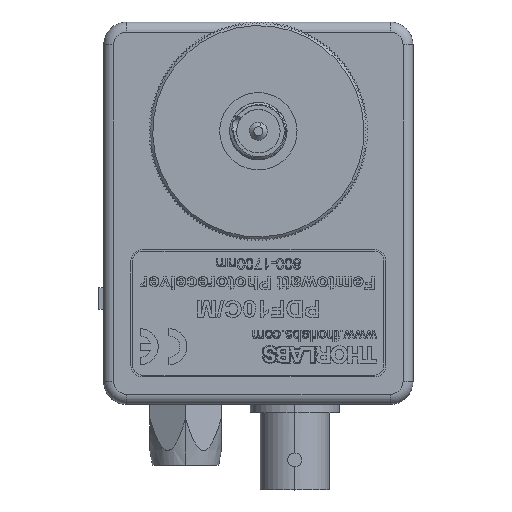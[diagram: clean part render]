
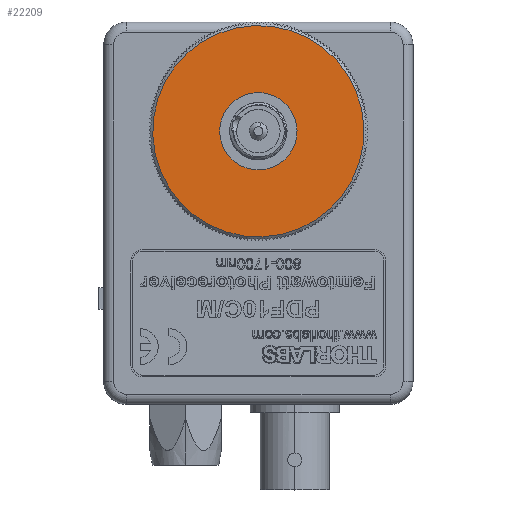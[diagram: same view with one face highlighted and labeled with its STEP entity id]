
A CAD part, top view. The second image highlights one B-rep face of the part: STEP entity #22209.
In plain terms, the highlighted face is planar.
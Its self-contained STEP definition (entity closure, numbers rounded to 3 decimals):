
#21070 = VERTEX_POINT ( 'NONE', #48651 ) ;
#21324 = EDGE_CURVE ( 'NONE', #21325, #21389, #49500, .T. ) ;
#21325 = VERTEX_POINT ( 'NONE', #49492 ) ;
#21389 = VERTEX_POINT ( 'NONE', #49651 ) ;
#22131 = ORIENTED_EDGE ( 'NONE', *, *, #21324, .T. ) ;
#22132 = EDGE_LOOP ( 'NONE', ( #22133, #22193 ) ) ;
#22133 = ORIENTED_EDGE ( 'NONE', *, *, #22134, .T. ) ;
#22134 = EDGE_CURVE ( 'NONE', #21070, #55318, #52638, .T. ) ;
#22193 = ORIENTED_EDGE ( 'NONE', *, *, #22194, .T. ) ;
#22194 = EDGE_CURVE ( 'NONE', #55318, #21070, #52784, .T. ) ;
#22209 = ADVANCED_FACE ( 'NONE', ( #52867, #52866 ), #52863, .F. ) ;
#22210 = EDGE_LOOP ( 'NONE', ( #22211, #22131 ) ) ;
#22211 = ORIENTED_EDGE ( 'NONE', *, *, #22212, .T. ) ;
#22212 = EDGE_CURVE ( 'NONE', #21389, #21325, #52861, .T. ) ;
#48651 = CARTESIAN_POINT ( 'NONE',  ( -3.523, 2.515, -2.268 ) ) ;
#49492 = CARTESIAN_POINT ( 'NONE',  ( -22.49, 2.515, -2.268 ) ) ;
#49494 = DIRECTION ( 'NONE',  ( 1., 0., 0. ) ) ;
#49497 = DIRECTION ( 'NONE',  ( 0., 0., -1. ) ) ;
#49498 = CARTESIAN_POINT ( 'NONE',  ( -7.74, 2.515, -2.268 ) ) ;
#49499 = AXIS2_PLACEMENT_3D ( 'NONE', #49498, #49497, #49494 ) ;
#49500 = CIRCLE ( 'NONE', #49499, 14.75 ) ;
#49651 = CARTESIAN_POINT ( 'NONE',  ( 7.01, 2.515, -2.268 ) ) ;
#52633 = DIRECTION ( 'NONE',  ( 1., 0., 0. ) ) ;
#52635 = DIRECTION ( 'NONE',  ( 0., 0., 1. ) ) ;
#52637 = AXIS2_PLACEMENT_3D ( 'NONE', #52646, #52635, #52633 ) ;
#52638 = CIRCLE ( 'NONE', #52637, 4.216 ) ;
#52646 = CARTESIAN_POINT ( 'NONE',  ( -7.74, 2.515, -2.268 ) ) ;
#52766 = DIRECTION ( 'NONE',  ( 1., 0., 0. ) ) ;
#52768 = DIRECTION ( 'NONE',  ( 0., 0., 1. ) ) ;
#52771 = CARTESIAN_POINT ( 'NONE',  ( -7.74, 2.515, -2.268 ) ) ;
#52773 = AXIS2_PLACEMENT_3D ( 'NONE', #52771, #52768, #52766 ) ;
#52784 = CIRCLE ( 'NONE', #52773, 4.216 ) ;
#52843 = DIRECTION ( 'NONE',  ( 1., 0., 0. ) ) ;
#52846 = DIRECTION ( 'NONE',  ( 0., 0., -1. ) ) ;
#52847 = CARTESIAN_POINT ( 'NONE',  ( -7.74, 2.515, -2.268 ) ) ;
#52849 = AXIS2_PLACEMENT_3D ( 'NONE', #52847, #52846, #52843 ) ;
#52855 = DIRECTION ( 'NONE',  ( 1., 0., 0. ) ) ;
#52857 = DIRECTION ( 'NONE',  ( 0., 0., 1. ) ) ;
#52859 = CARTESIAN_POINT ( 'NONE',  ( -7.74, 2.515, -2.268 ) ) ;
#52860 = AXIS2_PLACEMENT_3D ( 'NONE', #52859, #52857, #52855 ) ;
#52861 = CIRCLE ( 'NONE', #52849, 14.75 ) ;
#52863 = PLANE ( 'NONE',  #52860 ) ;
#52866 = FACE_BOUND ( 'NONE', #22132, .T. ) ;
#52867 = FACE_OUTER_BOUND ( 'NONE', #22210, .T. ) ;
#55318 = VERTEX_POINT ( 'NONE', #103856 ) ;
#103856 = CARTESIAN_POINT ( 'NONE',  ( -11.956, 2.515, -2.268 ) ) ;
